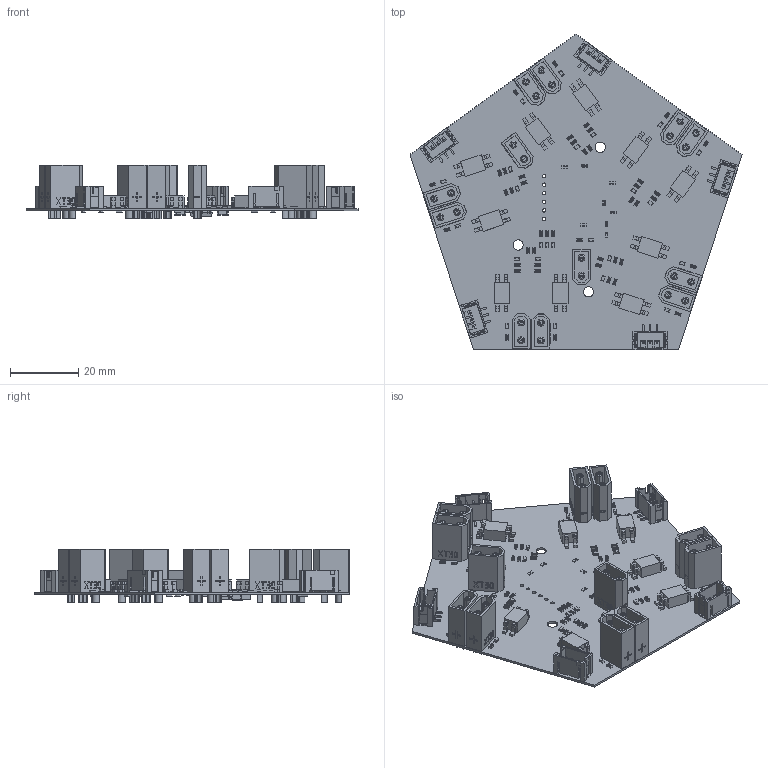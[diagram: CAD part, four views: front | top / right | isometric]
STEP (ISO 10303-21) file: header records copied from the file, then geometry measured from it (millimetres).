
FILE_DESCRIPTION(('Open CASCADE Model'),'2;1');
FILE_NAME('Open CASCADE Shape Model','2021-10-26T13:31:30',('Author'),( 'Open CASCADE'),'Open CASCADE STEP processor 6.8','Open CASCADE 6.8' ,'Unknown');
FILE_SCHEMA(('AUTOMOTIVE_DESIGN { 1 0 10303 214 1 1 1 1 }'));
Length unit declared in the file: millimetre
Products named in the file (209): PCB; Board; Open CASCADE STEP translator 6.8 1.1.1; 10K; User_Library-RES_1609-0603; R; D5; RED0603; 27974; 27974_01; 27974_02; 27974_03; 27974_04; 27974_05; D4; C15; User_Library-0603_SMD_Capacitor; D3; D8; C4; C10; C9; C3; C2; C1; U2; TO-223; User_Library-TO-223_1_1; User_Library-TO-223_2_1; User_Library-TO-223_3_1; User_Library-TO-223_4_1; User_Library-TO-223_5_1; 500R; R4; R1; P12; User_Library-XT30; P11; P10; P9 ...
Assembly tree (419 placements, depth 5):
  PCB
    Board
      Open CASCADE STEP translator 6.8 1.1.1
    10K
      User_Library-RES_1609-0603
    R
      User_Library-RES_1609-0603
    10K
      User_Library-RES_1609-0603
    R
      User_Library-RES_1609-0603
    R
      User_Library-RES_1609-0603
    R
      User_Library-RES_1609-0603
    D5
      RED0603
        27974
          27974_01
          27974_02
          27974_03
          27974_04
          27974_05
    D4
      RED0603
        27974
          27974_01
          27974_02
          27974_03
          27974_04
          27974_05
    C15
      User_Library-0603_SMD_Capacitor
    R
      User_Library-RES_1609-0603
    D3
      RED0603
        27974
          27974_01
          27974_02
          27974_03
          27974_04
          27974_05
    10K
      User_Library-RES_1609-0603
    D8
      RED0603
        27974
          27974_01
          27974_02
          27974_03
          27974_04
          27974_05
    C4
      User_Library-0603_SMD_Capacitor
    C10
      User_Library-0603_SMD_Capacitor
    C9
      User_Library-0603_SMD_Capacitor
    C3
Bounding box: 97.08 x 92.38 x 15.5 mm (x, y, z)
Volume: 10190.2 mm3; surface area: 30309.3 mm2
Topology: 534 solids, 534 shells, 12004 faces, 30101 edges, 19664 vertices
Faces by surface type: plane 7716, bspline 3459, cylinder 613, sphere 144, torus 72
Full cylindrical faces by diameter (mm): 1 x6, 2 x24, 3 x3
Entity records: 43123 total; most frequent: CARTESIAN_POINT 13316, DIRECTION 4664, ORIENTED_EDGE 4572, EDGE_CURVE 2286, LINE 1756, VECTOR 1756, VERTEX_POINT 1488, AXIS2_PLACEMENT_3D 1454
